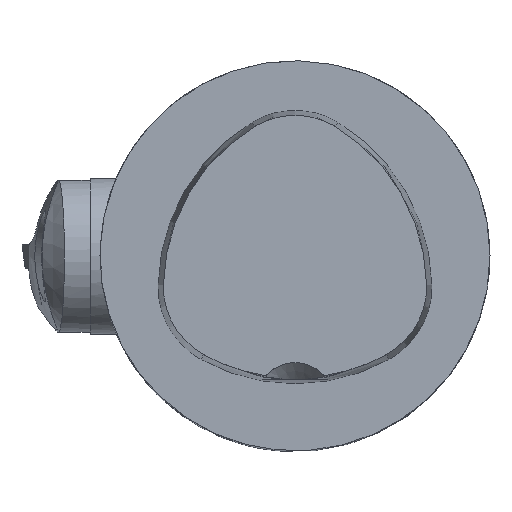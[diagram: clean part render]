
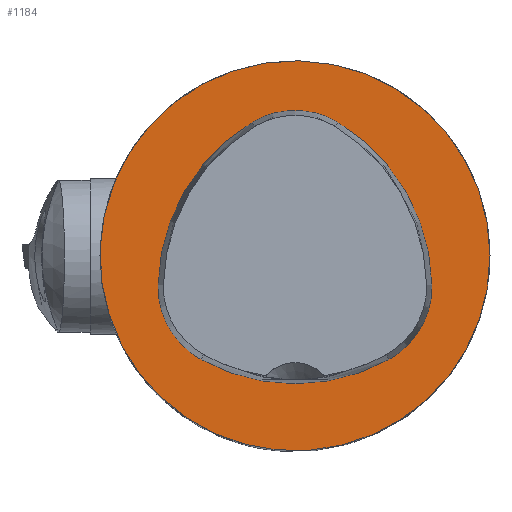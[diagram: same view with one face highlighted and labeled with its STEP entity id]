
A CAD part, top view. The second image highlights one B-rep face of the part: STEP entity #1184.
In plain terms, the highlighted planar face has unit normal (0, 0, 1).
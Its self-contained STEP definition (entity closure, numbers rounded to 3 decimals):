
#638=FACE_BOUND('',#2272,.T.);
#639=FACE_BOUND('',#2273,.T.);
#672=CIRCLE('',#7589,20.);
#805=CIRCLE('',#8044,20.);
#806=CIRCLE('',#8046,8.5);
#807=CIRCLE('',#8048,20.);
#808=CIRCLE('',#8050,8.5);
#809=CIRCLE('',#8052,20.);
#810=CIRCLE('',#8054,8.5);
#1184=ADVANCED_FACE('',(#638,#639),#1495,.T.);
#1495=PLANE('',#8056);
#2272=EDGE_LOOP('',(#4293,#4294,#4295,#4296,#4297,#4298));
#2273=EDGE_LOOP('',(#4299));
#4293=ORIENTED_EDGE('',*,*,#6040,.T.);
#4294=ORIENTED_EDGE('',*,*,#6038,.T.);
#4295=ORIENTED_EDGE('',*,*,#6036,.T.);
#4296=ORIENTED_EDGE('',*,*,#6034,.T.);
#4297=ORIENTED_EDGE('',*,*,#6032,.T.);
#4298=ORIENTED_EDGE('',*,*,#6029,.T.);
#4299=ORIENTED_EDGE('',*,*,#5198,.F.);
#4464=VERTEX_POINT('',#10742);
#5020=VERTEX_POINT('',#12783);
#5021=VERTEX_POINT('',#12784);
#5022=VERTEX_POINT('',#12789);
#5023=VERTEX_POINT('',#12793);
#5024=VERTEX_POINT('',#12797);
#5025=VERTEX_POINT('',#12801);
#5198=EDGE_CURVE('',#4464,#4464,#672,.T.);
#6029=EDGE_CURVE('',#5020,#5021,#805,.T.);
#6032=EDGE_CURVE('',#5022,#5020,#806,.T.);
#6034=EDGE_CURVE('',#5023,#5022,#807,.T.);
#6036=EDGE_CURVE('',#5024,#5023,#808,.T.);
#6038=EDGE_CURVE('',#5025,#5024,#809,.T.);
#6040=EDGE_CURVE('',#5021,#5025,#810,.T.);
#7589=AXIS2_PLACEMENT_3D('',#10741,#8362,#8363);
#8044=AXIS2_PLACEMENT_3D('',#12782,#9891,#9892);
#8046=AXIS2_PLACEMENT_3D('',#12788,#9897,#9898);
#8048=AXIS2_PLACEMENT_3D('',#12792,#9902,#9903);
#8050=AXIS2_PLACEMENT_3D('',#12796,#9907,#9908);
#8052=AXIS2_PLACEMENT_3D('',#12800,#9912,#9913);
#8054=AXIS2_PLACEMENT_3D('',#12804,#9917,#9918);
#8056=AXIS2_PLACEMENT_3D('',#12806,#9921,#9922);
#8362=DIRECTION('',(0.,0.,-1.));
#8363=DIRECTION('',(1.,0.,0.));
#9891=DIRECTION('',(0.,0.,-1.));
#9892=DIRECTION('',(0.,-1.,0.));
#9897=DIRECTION('',(0.,0.,-1.));
#9898=DIRECTION('',(0.866,-0.5,0.));
#9902=DIRECTION('',(0.,0.,-1.));
#9903=DIRECTION('',(0.866,0.5,0.));
#9907=DIRECTION('',(0.,0.,-1.));
#9908=DIRECTION('',(0.,1.,0.));
#9912=DIRECTION('',(0.,0.,-1.));
#9913=DIRECTION('',(-0.866,0.5,0.));
#9917=DIRECTION('',(0.,0.,-1.));
#9918=DIRECTION('',(-0.866,-0.5,0.));
#9921=DIRECTION('',(0.,0.,1.));
#9922=DIRECTION('',(0.,-1.,0.));
#10741=CARTESIAN_POINT('',(0.,0.,0.));
#10742=CARTESIAN_POINT('',(20.,0.,0.));
#12782=CARTESIAN_POINT('',(0.,6.876,0.));
#12783=CARTESIAN_POINT('',(9.639,-10.648,0.));
#12784=CARTESIAN_POINT('',(-9.639,-10.648,0.));
#12788=CARTESIAN_POINT('',(5.543,-3.2,0.));
#12789=CARTESIAN_POINT('',(14.041,-3.024,0.));
#12792=CARTESIAN_POINT('',(-5.955,-3.438,0.));
#12793=CARTESIAN_POINT('',(4.402,13.672,0.));
#12796=CARTESIAN_POINT('',(0.,6.4,0.));
#12797=CARTESIAN_POINT('',(-4.402,13.672,0.));
#12800=CARTESIAN_POINT('',(5.955,-3.438,0.));
#12801=CARTESIAN_POINT('',(-14.041,-3.024,0.));
#12804=CARTESIAN_POINT('',(-5.543,-3.2,0.));
#12806=CARTESIAN_POINT('',(-10.,0.,0.));
